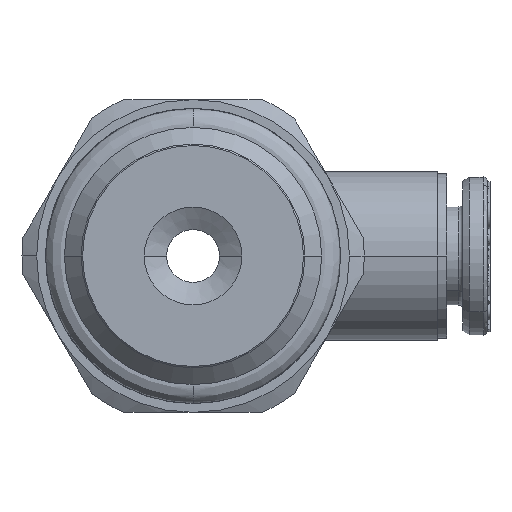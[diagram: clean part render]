
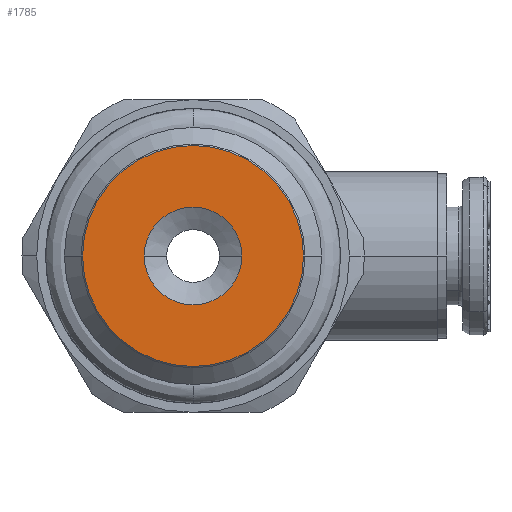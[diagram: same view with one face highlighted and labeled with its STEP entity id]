
A CAD part, left-side view. The second image highlights one B-rep face of the part: STEP entity #1785.
In plain terms, the highlighted planar face has unit normal (-1, 0, 0).
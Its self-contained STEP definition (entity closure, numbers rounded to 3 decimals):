
#1785=ADVANCED_FACE('',(#4788,#4789),#4790,.F.);
#4788=FACE_OUTER_BOUND('',#11459,.T.);
#4789=FACE_BOUND('',#11460,.T.);
#4790=PLANE('',#11461);
#11459=EDGE_LOOP('',(#23151,#23152));
#11460=EDGE_LOOP('',(#23153,#23154));
#11461=AXIS2_PLACEMENT_3D('',#23155,#23156,#23157);
#23151=ORIENTED_EDGE('',*,*,#27738,.F.);
#23152=ORIENTED_EDGE('',*,*,#27739,.T.);
#23153=ORIENTED_EDGE('',*,*,#27740,.F.);
#23154=ORIENTED_EDGE('',*,*,#27737,.F.);
#23155=CARTESIAN_POINT('',(-23.3,0.0,0.0));
#23156=DIRECTION('',(1.0,0.0,0.0));
#23157=DIRECTION('',(0.0,-1.0,0.0));
#27737=EDGE_CURVE('',#33955,#33953,#33957,.T.);
#27738=EDGE_CURVE('',#33958,#33959,#33960,.T.);
#27739=EDGE_CURVE('',#33958,#33959,#33961,.T.);
#27740=EDGE_CURVE('',#33953,#33955,#33962,.T.);
#33953=VERTEX_POINT('',#47894);
#33955=VERTEX_POINT('',#47897);
#33957=CIRCLE('',#47900,2.5);
#33958=VERTEX_POINT('',#47901);
#33959=VERTEX_POINT('',#47902);
#33960=CIRCLE('',#47903,5.65);
#33961=CIRCLE('',#47904,5.65);
#33962=CIRCLE('',#47905,2.5);
#47894=CARTESIAN_POINT('',(-23.3,-2.5,0.0));
#47897=CARTESIAN_POINT('',(-23.3,2.5,0.0));
#47900=AXIS2_PLACEMENT_3D('',#53674,#53675,#53676);
#47901=CARTESIAN_POINT('',(-23.3,5.65,0.0));
#47902=CARTESIAN_POINT('',(-23.3,-5.65,0.0));
#47903=AXIS2_PLACEMENT_3D('',#53677,#53678,#53679);
#47904=AXIS2_PLACEMENT_3D('',#53680,#53681,#53682);
#47905=AXIS2_PLACEMENT_3D('',#53683,#53684,#53685);
#53674=CARTESIAN_POINT('',(-23.3,0.0,0.0));
#53675=DIRECTION('',(-1.0,0.0,0.0));
#53676=DIRECTION('',(0.0,1.0,0.0));
#53677=CARTESIAN_POINT('',(-23.3,0.0,0.0));
#53678=DIRECTION('',(1.0,0.0,0.0));
#53679=DIRECTION('',(0.0,1.0,0.0));
#53680=CARTESIAN_POINT('',(-23.3,0.0,0.0));
#53681=DIRECTION('',(-1.0,0.0,0.0));
#53682=DIRECTION('',(0.0,1.0,0.0));
#53683=CARTESIAN_POINT('',(-23.3,0.0,0.0));
#53684=DIRECTION('',(-1.0,0.0,0.0));
#53685=DIRECTION('',(0.0,-1.0,0.0));
